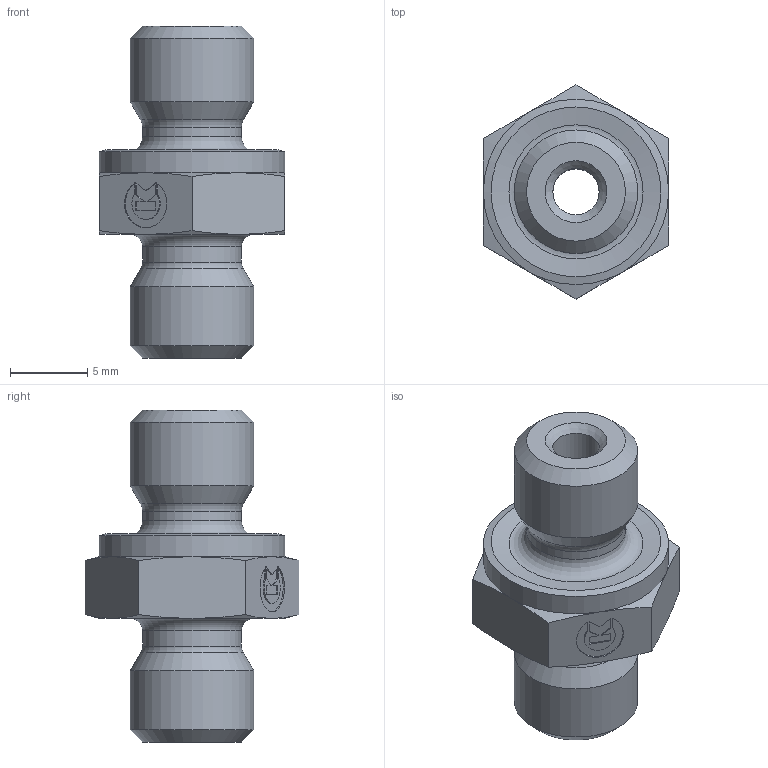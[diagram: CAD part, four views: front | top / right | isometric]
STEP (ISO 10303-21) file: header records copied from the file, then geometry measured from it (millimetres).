
FILE_DESCRIPTION((''),'2;1');
FILE_NAME('050040808.stp','2014-08-07T10:39:06',(''),('KNOMI spol. s r. o.'),'Autodesk Inventor 2012','Autodesk Inventor 2012','');
FILE_SCHEMA(('AUTOMOTIVE_DESIGN { 1 2 10303 214 0 1 1 1 }'));
Length unit declared in the file: millimetre
Products named in the file (1): PHBM1  4LLM  M 8x1/M 8x1
Bounding box: 12 x 13.86 x 21.5 mm (x, y, z)
Volume: 1177.7 mm3; surface area: 1048 mm2
Topology: 1 solids, 1 shells, 75 faces, 179 edges, 112 vertices
Faces by surface type: plane 40, cone 20, cylinder 11, torus 4
Full cylindrical faces by diameter (mm): 3 x1, 4 x1, 6.4 x2, 8 x2, 12 x1
Entity records: 1998 total; most frequent: CARTESIAN_POINT 384, DIRECTION 324, ORIENTED_EDGE 308, EDGE_CURVE 154, AXIS2_PLACEMENT_3D 118, VERTEX_POINT 106, EDGE_LOOP 102, VECTOR 88
